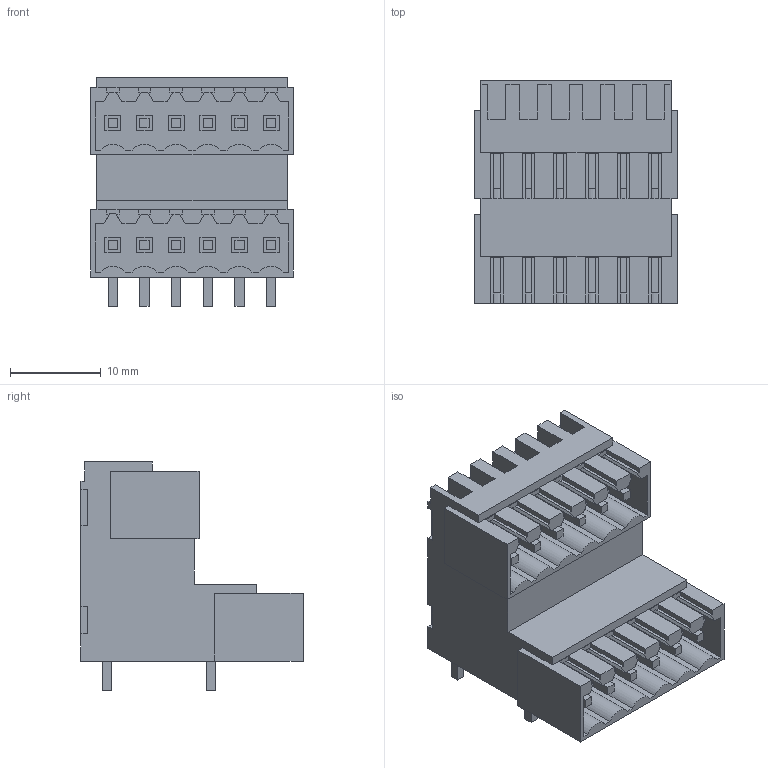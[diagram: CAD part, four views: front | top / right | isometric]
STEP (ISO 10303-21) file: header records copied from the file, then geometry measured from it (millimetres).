
FILE_DESCRIPTION(('CATIA V5 STEP Exchange','CAx-IF Rec.Pracs.--- Model Styling and Organization---1.4--- 2014-01-23'),'2;1');
FILE_NAME ('D1454175_2_1642260000_1642260000.stp','2022-07-29T06:05:49+00:00',('none'),('Weidmueller'),'CATIA Version 5-6 Release 2016 SP3 HF44','CATIA V5 STEP AP214','none');
FILE_SCHEMA(('AUTOMOTIVE_DESIGN { 1 0 10303 214 1 1 1 1 }'));
Length unit declared in the file: millimetre
Products named in the file (1): 1642260000
Bounding box: 22.4 x 24.55 x 25.2 mm (x, y, z)
Volume: 4989 mm3; surface area: 6761 mm2
Topology: 13 solids, 13 shells, 673 faces, 1838 edges, 1214 vertices
Faces by surface type: plane 613, cylinder 60
Entity records: 19345 total; most frequent: ORIENTED_EDGE 3676, CARTESIAN_POINT 3567, DIRECTION 2514, EDGE_CURVE 1838, VECTOR 1718, LINE 1718, VERTEX_POINT 1214, EDGE_LOOP 720
